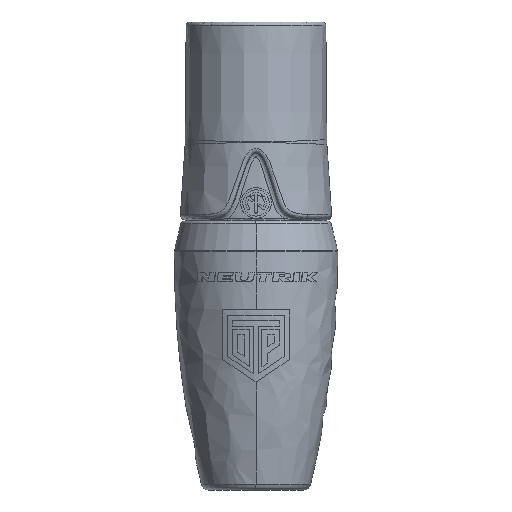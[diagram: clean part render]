
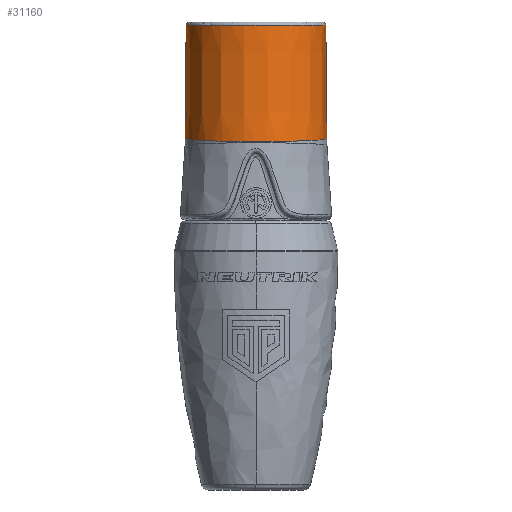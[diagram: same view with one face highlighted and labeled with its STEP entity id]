
A CAD part, front view. The second image highlights one B-rep face of the part: STEP entity #31160.
In plain terms, the highlighted conical face has half-angle 0.437 degrees and reference radius 9.489 mm.
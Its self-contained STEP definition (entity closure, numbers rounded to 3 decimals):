
#7876=CARTESIAN_POINT('',(9.547,0.,
8.137));
#7877=CARTESIAN_POINT('',(9.547,-0.461,
8.12));
#7878=CARTESIAN_POINT('',(9.48,-1.379,8.086));
#7879=CARTESIAN_POINT('',(9.191,-2.699,8.038));
#7880=CARTESIAN_POINT('',(8.714,-3.98,7.99));
#7881=CARTESIAN_POINT('',(8.062,-5.176,7.946));
#7882=CARTESIAN_POINT('',(7.245,-6.269,7.906));
#7883=CARTESIAN_POINT('',(6.283,-7.234,7.87));
#7884=CARTESIAN_POINT('',(5.193,-8.052,7.84));
#7885=CARTESIAN_POINT('',(3.998,-8.708,7.815));
#7886=CARTESIAN_POINT('',(2.722,-9.187,7.798));
#7887=CARTESIAN_POINT('',(1.391,-9.48,7.787));
#7888=CARTESIAN_POINT('',(0.031,-9.582,
7.783));
#7889=CARTESIAN_POINT('',(-1.328,-9.489,
7.787));
#7890=CARTESIAN_POINT('',(-2.662,-9.204,
7.797));
#7891=CARTESIAN_POINT('',(-3.94,-8.734,
7.815));
#7892=CARTESIAN_POINT('',(-5.137,-8.088,
7.838));
#7893=CARTESIAN_POINT('',(-6.23,-7.279,
7.868));
#7894=CARTESIAN_POINT('',(-7.196,-6.325,
7.904));
#7895=CARTESIAN_POINT('',(-8.019,-5.241,
7.944));
#7896=CARTESIAN_POINT('',(-8.678,-4.059,
7.987));
#7897=CARTESIAN_POINT('',(-9.172,-2.771,
8.035));
#7898=CARTESIAN_POINT('',(-9.478,-1.404,
8.085));
#7899=CARTESIAN_POINT('',(-9.547,-0.469,
8.12));
#7900=CARTESIAN_POINT('',(-9.547,0.,
8.137));
#7902=DIRECTION('',(-0.008,0.,-1.));
#7903=VECTOR('',#7902,15.366);
#7904=CARTESIAN_POINT('',(-9.43,0.,
23.503));
#7905=LINE('',#7904,#7903);
#7906=CARTESIAN_POINT('',(0.,0.,23.503));
#7907=DIRECTION('',(0.,0.,1.));
#7908=DIRECTION('',(-1.,0.,0.));
#7909=AXIS2_PLACEMENT_3D('',#7906,#7907,#7908);
#7924=CARTESIAN_POINT('',(9.547,0.,
8.137));
#7926=DIRECTION('',(0.008,0.,-1.));
#7927=VECTOR('',#7926,15.366);
#7928=CARTESIAN_POINT('',(9.43,0.,
23.503));
#7929=LINE('',#7928,#7927);
#17694=CARTESIAN_POINT('',(-9.43,0.,23.503));
#17695=CARTESIAN_POINT('',(9.43,0.,23.503));
#17696=VERTEX_POINT('',#17694);
#17697=VERTEX_POINT('',#17695);
#17699=VERTEX_POINT('',#7924);
#17702=VERTEX_POINT('',#7900);
#31146=CARTESIAN_POINT('',(0.,0.,15.644));
#31147=DIRECTION('',(0.,0.,-1.));
#31148=DIRECTION('',(1.,0.,0.));
#31149=AXIS2_PLACEMENT_3D('',#31146,#31147,#31148);
#31150=CONICAL_SURFACE('',#31149,9.489,0.437);
#31152=ORIENTED_EDGE('',*,*,#31151,.T.);
#31154=ORIENTED_EDGE('',*,*,#31153,.F.);
#31155=ORIENTED_EDGE('',*,*,#31140,.T.);
#31157=ORIENTED_EDGE('',*,*,#31156,.T.);
#31158=EDGE_LOOP('',(#31152,#31154,#31155,#31157));
#31159=FACE_OUTER_BOUND('',#31158,.F.);
#31160=ADVANCED_FACE('',(#31159),#31150,.T.);
#7901=B_SPLINE_CURVE_WITH_KNOTS('',3,(#7876,#7877,#7878,#7879,#7880,#7881,#7882,
#7883,#7884,#7885,#7886,#7887,#7888,#7889,#7890,#7891,#7892,#7893,#7894,#7895,
#7896,#7897,#7898,#7899,#7900),.UNSPECIFIED.,.F.,.F.,(4,1,1,1,1,1,1,1,1,1,1,1,1,
1,1,1,1,1,1,1,1,1,4),(0.,0.045,0.091,
0.136,0.182,0.227,0.273,
0.318,0.364,0.409,0.455,0.5,
0.545,0.591,0.636,0.682,
0.727,0.773,0.818,0.864,
0.909,0.955,1.),.UNSPECIFIED.);
#7910=CIRCLE('',#7909,9.43);
#31140=EDGE_CURVE('',#17696,#17697,#7910,.T.);
#31151=EDGE_CURVE('',#17699,#17702,#7901,.T.);
#31153=EDGE_CURVE('',#17696,#17702,#7905,.T.);
#31156=EDGE_CURVE('',#17697,#17699,#7929,.T.);
